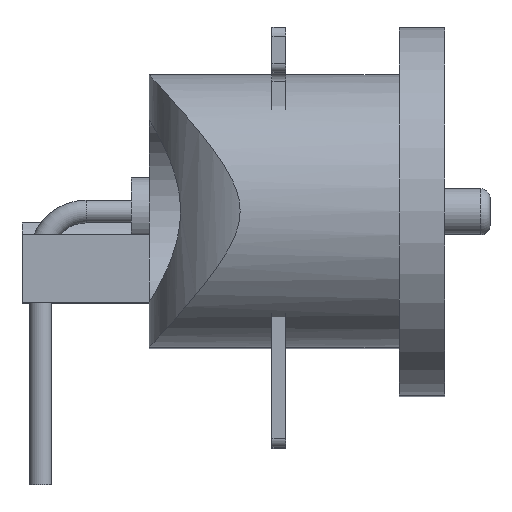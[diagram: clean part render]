
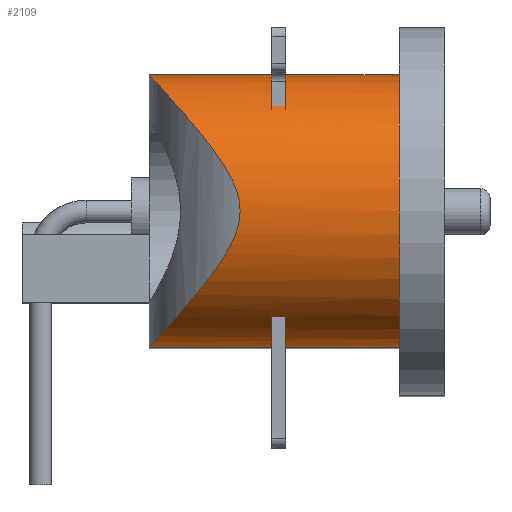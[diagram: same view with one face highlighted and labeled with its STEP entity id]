
A CAD part, top view. The second image highlights one B-rep face of the part: STEP entity #2109.
In plain terms, the highlighted cylindrical face has radius 3 mm (diameter 6 mm), a partial arc.
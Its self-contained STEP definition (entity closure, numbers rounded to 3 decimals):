
#17=B_SPLINE_CURVE_WITH_KNOTS('',3,(#3357,#3358,#3359,#3360,#3361,#3362,
#3363,#3364,#3365,#3366,#3367,#3368,#3369,#3370),.UNSPECIFIED.,.F.,.F.,
(4,2,2,2,2,2,4),(1.024,1.091,1.158,1.292,
1.414,1.474,1.535),.UNSPECIFIED.);
#18=B_SPLINE_CURVE_WITH_KNOTS('',3,(#3372,#3373,#3374,#3375,#3376,#3377,
#3378,#3379,#3380,#3381,#3382,#3383,#3384,#3385),.UNSPECIFIED.,.F.,.F.,
(4,2,2,2,2,2,4),(0.512,0.573,0.634,
0.756,0.89,0.957,1.024),
 .UNSPECIFIED.);
#92=LINE('',#3489,#264);
#93=LINE('',#3490,#265);
#264=VECTOR('',#2752,10.);
#265=VECTOR('',#2753,10.);
#416=CYLINDRICAL_SURFACE('',#2332,3.);
#518=FACE_OUTER_BOUND('',#662,.T.);
#662=EDGE_LOOP('',(#1587,#1588,#1589,#1590,#1591));
#816=CIRCLE('',#2325,3.);
#921=VERTEX_POINT('',#3355);
#922=VERTEX_POINT('',#3356);
#923=VERTEX_POINT('',#3371);
#951=VERTEX_POINT('',#3467);
#952=VERTEX_POINT('',#3469);
#1147=EDGE_CURVE('',#921,#922,#17,.T.);
#1148=EDGE_CURVE('',#923,#921,#18,.T.);
#1183=EDGE_CURVE('',#952,#951,#816,.T.);
#1193=EDGE_CURVE('',#952,#922,#92,.T.);
#1194=EDGE_CURVE('',#951,#923,#93,.T.);
#1587=ORIENTED_EDGE('',*,*,#1147,.T.);
#1588=ORIENTED_EDGE('',*,*,#1193,.F.);
#1589=ORIENTED_EDGE('',*,*,#1183,.T.);
#1590=ORIENTED_EDGE('',*,*,#1194,.T.);
#1591=ORIENTED_EDGE('',*,*,#1148,.T.);
#2109=ADVANCED_FACE('',(#518),#416,.T.);
#2325=AXIS2_PLACEMENT_3D('',#3470,#2729,#2730);
#2332=AXIS2_PLACEMENT_3D('',#3488,#2750,#2751);
#2729=DIRECTION('center_axis',(-1.,0.,0.));
#2730=DIRECTION('ref_axis',(0.,-1.,0.));
#2750=DIRECTION('center_axis',(-1.,0.,0.));
#2751=DIRECTION('ref_axis',(0.,-1.,0.));
#2752=DIRECTION('',(-1.,0.,0.));
#2753=DIRECTION('',(-1.,0.,0.));
#3355=CARTESIAN_POINT('',(-4.5,7.95,43.));
#3356=CARTESIAN_POINT('',(-6.5,4.95,40.));
#3357=CARTESIAN_POINT('Ctrl Pts',(-4.5,7.95,43.));
#3358=CARTESIAN_POINT('Ctrl Pts',(-4.5,7.727,43.));
#3359=CARTESIAN_POINT('Ctrl Pts',(-4.559,7.525,42.976));
#3360=CARTESIAN_POINT('Ctrl Pts',(-4.73,7.139,42.895));
#3361=CARTESIAN_POINT('Ctrl Pts',(-4.842,6.956,42.837));
#3362=CARTESIAN_POINT('Ctrl Pts',(-5.205,6.425,42.612));
#3363=CARTESIAN_POINT('Ctrl Pts',(-5.48,6.098,42.391));
#3364=CARTESIAN_POINT('Ctrl Pts',(-5.924,5.583,41.876));
#3365=CARTESIAN_POINT('Ctrl Pts',(-6.13,5.354,41.556));
#3366=CARTESIAN_POINT('Ctrl Pts',(-6.347,5.117,41.006));
#3367=CARTESIAN_POINT('Ctrl Pts',(-6.404,5.054,40.81));
#3368=CARTESIAN_POINT('Ctrl Pts',(-6.481,4.971,40.409));
#3369=CARTESIAN_POINT('Ctrl Pts',(-6.5,4.95,40.203));
#3370=CARTESIAN_POINT('Ctrl Pts',(-6.5,4.95,40.));
#3371=CARTESIAN_POINT('',(-6.5,10.95,40.));
#3372=CARTESIAN_POINT('Ctrl Pts',(-6.5,10.95,40.));
#3373=CARTESIAN_POINT('Ctrl Pts',(-6.5,10.95,40.203));
#3374=CARTESIAN_POINT('Ctrl Pts',(-6.481,10.929,40.409));
#3375=CARTESIAN_POINT('Ctrl Pts',(-6.404,10.846,40.81));
#3376=CARTESIAN_POINT('Ctrl Pts',(-6.347,10.783,41.006));
#3377=CARTESIAN_POINT('Ctrl Pts',(-6.13,10.546,41.556));
#3378=CARTESIAN_POINT('Ctrl Pts',(-5.924,10.317,41.876));
#3379=CARTESIAN_POINT('Ctrl Pts',(-5.48,9.802,42.391));
#3380=CARTESIAN_POINT('Ctrl Pts',(-5.205,9.475,42.612));
#3381=CARTESIAN_POINT('Ctrl Pts',(-4.842,8.944,42.837));
#3382=CARTESIAN_POINT('Ctrl Pts',(-4.73,8.761,42.895));
#3383=CARTESIAN_POINT('Ctrl Pts',(-4.559,8.375,42.976));
#3384=CARTESIAN_POINT('Ctrl Pts',(-4.5,8.173,43.));
#3385=CARTESIAN_POINT('Ctrl Pts',(-4.5,7.95,43.));
#3467=CARTESIAN_POINT('',(-1.,10.95,40.));
#3469=CARTESIAN_POINT('',(-1.,4.95,40.));
#3470=CARTESIAN_POINT('Origin',(-1.,7.95,40.));
#3488=CARTESIAN_POINT('Origin',(0.,7.95,40.));
#3489=CARTESIAN_POINT('',(0.,4.95,40.));
#3490=CARTESIAN_POINT('',(0.,10.95,40.));
